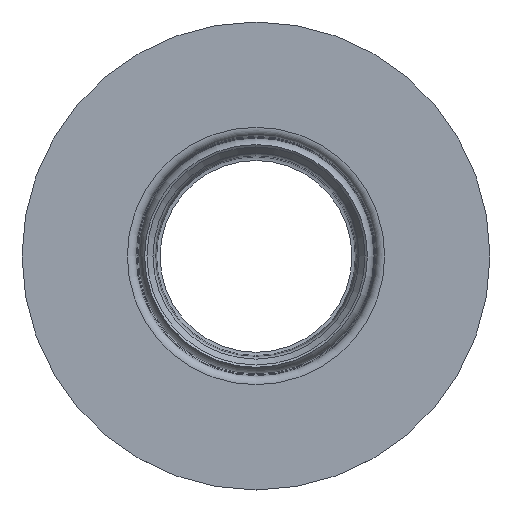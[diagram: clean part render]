
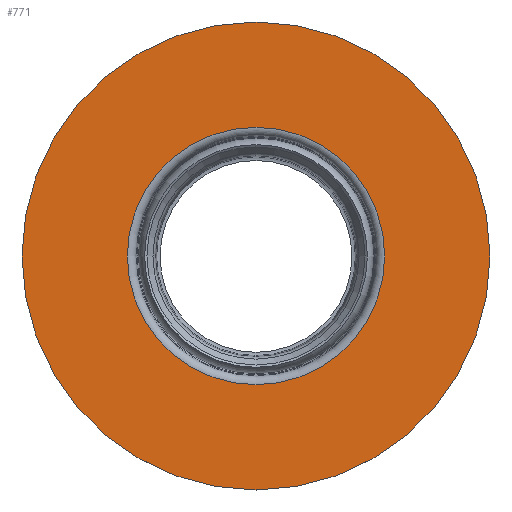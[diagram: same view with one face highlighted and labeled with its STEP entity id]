
A CAD part, top view. The second image highlights one B-rep face of the part: STEP entity #771.
In plain terms, the highlighted planar face has unit normal (0, 0, 1).
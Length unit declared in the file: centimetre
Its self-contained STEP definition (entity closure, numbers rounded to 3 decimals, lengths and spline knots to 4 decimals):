
#76=FACE_BOUND('',#178,.T.);
#120=FACE_OUTER_BOUND('',#177,.T.);
#177=EDGE_LOOP('',(#682));
#178=EDGE_LOOP('',(#683));
#267=CIRCLE('',#972,150.);
#268=CIRCLE('',#973,82.5);
#347=VERTEX_POINT('',#1541);
#348=VERTEX_POINT('',#1543);
#460=EDGE_CURVE('',#347,#347,#267,.T.);
#461=EDGE_CURVE('',#348,#348,#268,.T.);
#682=ORIENTED_EDGE('',*,*,#460,.F.);
#683=ORIENTED_EDGE('',*,*,#461,.T.);
#727=PLANE('',#971);
#771=ADVANCED_FACE('',(#120,#76),#727,.T.);
#971=AXIS2_PLACEMENT_3D('',#1540,#1267,#1268);
#972=AXIS2_PLACEMENT_3D('',#1542,#1269,#1270);
#973=AXIS2_PLACEMENT_3D('',#1544,#1271,#1272);
#1267=DIRECTION('center_axis',(0.,0.,1.));
#1268=DIRECTION('ref_axis',(0.,-1.,0.));
#1269=DIRECTION('center_axis',(0.,0.,-1.));
#1270=DIRECTION('ref_axis',(1.,0.,0.));
#1271=DIRECTION('center_axis',(0.,0.,-1.));
#1272=DIRECTION('ref_axis',(1.,0.,0.));
#1540=CARTESIAN_POINT('Origin',(150.,0.,79.));
#1541=CARTESIAN_POINT('',(-150.,0.,79.));
#1542=CARTESIAN_POINT('Origin',(0.,0.,
79.));
#1543=CARTESIAN_POINT('',(0.,-82.5,79.));
#1544=CARTESIAN_POINT('Origin',(0.,0.,
79.));
